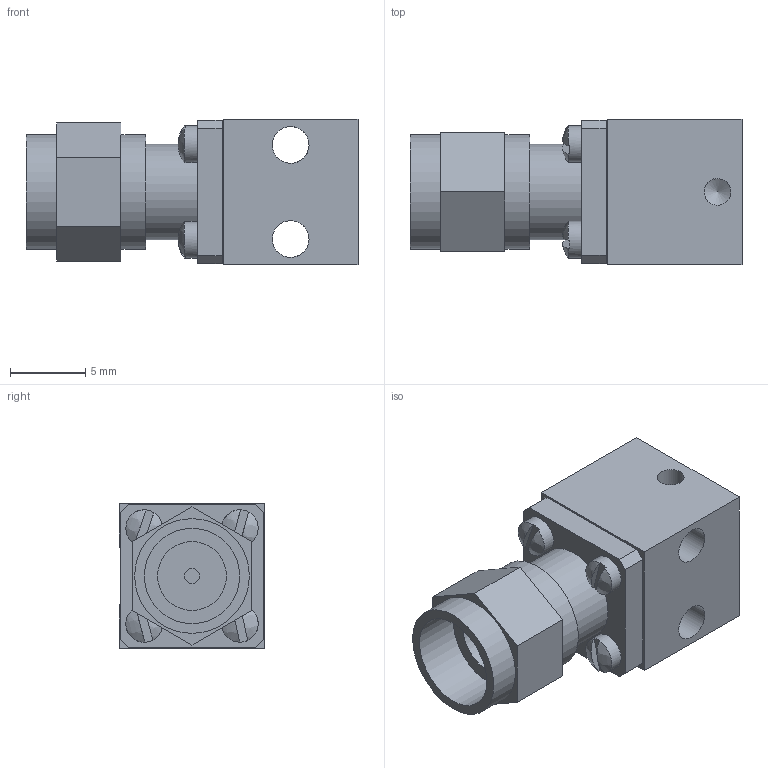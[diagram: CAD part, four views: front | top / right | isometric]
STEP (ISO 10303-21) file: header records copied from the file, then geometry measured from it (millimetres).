
FILE_DESCRIPTION (( 'STEP AP214' ), '1' );
FILE_NAME ('STP-TERM-assy.STEP', '2022-11-14T19:02:44', ( '' ), ( '' ), 'SwSTEP 2.0', 'SolidWorks 2016', '' );
FILE_SCHEMA (( 'AUTOMOTIVE_DESIGN' ));
Length unit declared in the file: inch
Products named in the file (1): STP-TERM-assy
Bounding box: 22.05 x 9.65 x 9.65 mm (x, y, z)
Surface area: 1608.6 mm2 (no closed solid volume)
Topology: 0 solids, 5 shells, 135 faces, 342 edges, 224 vertices
Faces by surface type: plane 74, cylinder 33, bspline 23, cone 5
Full cylindrical faces by diameter (mm): 0.991 x1, 1.191 x2, 1.702 x4, 1.778 x1, 1.943 x1, 2.438 x6, 3.175 x2, 4.572 x2, 6.325 x2, 7.62 x2
Entity records: 11776 total; most frequent: CARTESIAN_POINT 8040, ORIENTED_EDGE 592, DIRECTION 466, EDGE_CURVE 302, VERTEX_POINT 212, EDGE_LOOP 188, AXIS2_PLACEMENT_3D 162, FACE_OUTER_BOUND 153
